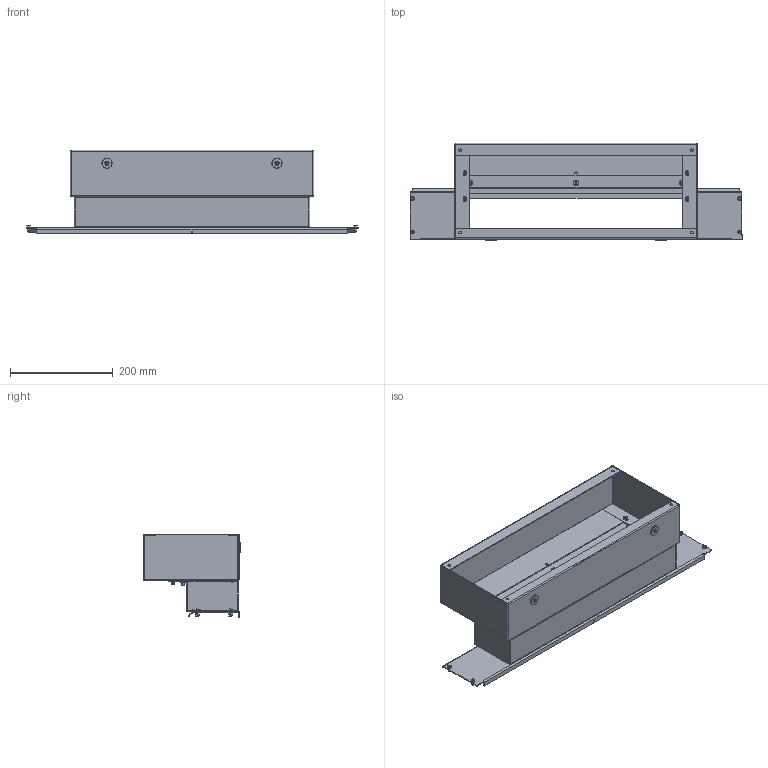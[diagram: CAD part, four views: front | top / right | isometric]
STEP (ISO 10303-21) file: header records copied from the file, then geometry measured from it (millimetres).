
FILE_DESCRIPTION (( 'STEP AP214' ), '1' );
FILE_NAME ('INGUN_115762.STEP', '2024-10-10T11:18:40', ( '' ), ( '' ), 'SwSTEP 2.0', 'SolidWorks 2021', '' );
FILE_SCHEMA (( 'AUTOMOTIVE_DESIGN' ));
Length unit declared in the file: millimetre
Products named in the file (10): DIN934~n_M04,0; DIN912~n_M04,0x008; DIN125~n_04,3 M04,0; 112326~3_S; 115756~0_S; INGUN_115762; 115670~2_S; 112313~0_S; 115759~0; DIN7991~n_M04,0x010 VA
Assembly tree (30 placements, depth 2):
  INGUN_115762
    112326~3_S
    112313~0_S  x2
    DIN125~n_04,3 M04,0  x2
    DIN934~n_M04,0  x2
    DIN7991~n_M04,0x010 VA  x5
    115670~2_S
    115756~0_S
    115759~0
    DIN912~n_M04,0x008  x15
Bounding box: 645 x 189.1 x 162 mm (x, y, z)
Volume: 665207.2 mm3; surface area: 686058.9 mm2
Topology: 30 solids, 30 shells, 1089 faces, 2686 edges, 1709 vertices
Faces by surface type: cylinder 616, plane 355, cone 118
Entity records: 16951 total; most frequent: DIRECTION 2919, CARTESIAN_POINT 2843, ORIENTED_EDGE 2640, EDGE_CURVE 1320, AXIS2_PLACEMENT_3D 1063, VERTEX_POINT 827, LINE 793, VECTOR 793
